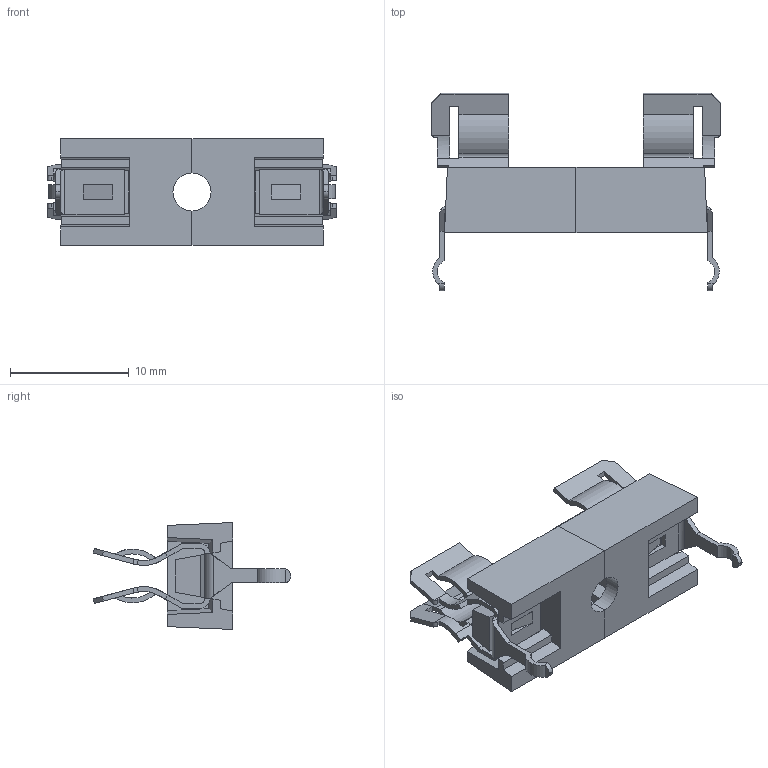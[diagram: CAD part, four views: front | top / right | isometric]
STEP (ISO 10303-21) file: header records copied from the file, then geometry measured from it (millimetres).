
FILE_DESCRIPTION(/* description */ (''),/* implementation_level */ '2;1');
FILE_NAME(/* name */ '64600001003.stp',/* time_stamp */ '2016-10-04T16:42:45-05:00',/* author */ ('lmartinez4'),/* organization */ (''),/* preprocessor_version */ 'ST-DEVELOPER v16.1',/* originating_system */ 'Autodesk Inventor 2016',/* authorisation */ '');
FILE_SCHEMA (('AUTOMOTIVE_DESIGN { 1 0 10303 214 3 1 1 }'));
Length unit declared in the file: inch
Products named in the file (5): T6982; T688800; T6982_MIR1; T688800_MIR1; Assembly1
Assembly tree (4 placements, depth 2):
  Assembly1
    T6982
    T688800
    T6982_MIR1
    T688800_MIR1
Bounding box: 24.3 x 16.61 x 8.99 mm (x, y, z)
Volume: 664.5 mm3; surface area: 1705.7 mm2
Topology: 4 solids, 4 shells, 276 faces, 790 edges, 518 vertices
Faces by surface type: plane 218, cylinder 58
Entity records: 9384 total; most frequent: CARTESIAN_POINT 1677, ORIENTED_EDGE 1580, DIRECTION 1477, EDGE_CURVE 790, LINE 649, VECTOR 649, VERTEX_POINT 518, AXIS2_PLACEMENT_3D 414
